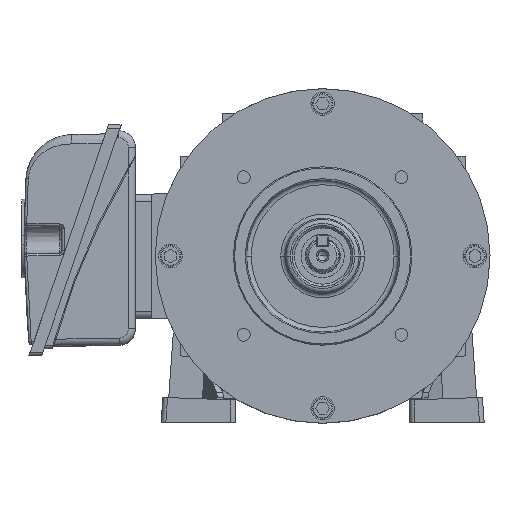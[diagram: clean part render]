
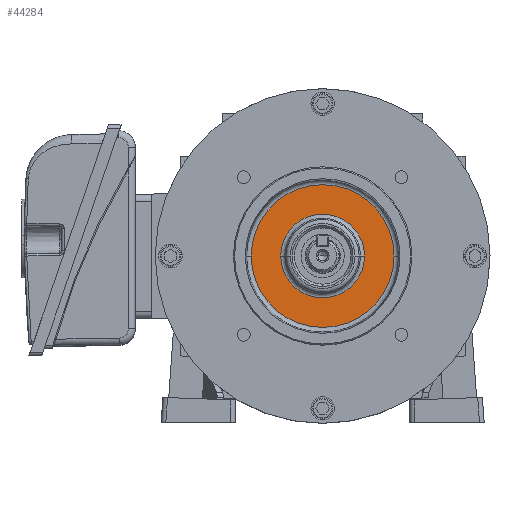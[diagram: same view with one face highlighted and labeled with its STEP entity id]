
A CAD part, top view. The second image highlights one B-rep face of the part: STEP entity #44284.
In plain terms, the highlighted face is planar.
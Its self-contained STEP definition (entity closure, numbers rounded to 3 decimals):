
#344 = CIRCLE ( 'NONE', #4997, 17.887 ) ;
#840 = EDGE_CURVE ( 'NONE', #24128, #28579, #7677, .T. ) ;
#4997 = AXIS2_PLACEMENT_3D ( 'NONE', #15928, #10787, #16841 ) ;
#7677 = CIRCLE ( 'NONE', #31658, 17.887 ) ;
#10705 = DIRECTION ( 'NONE',  ( 1., 0., 0. ) ) ;
#10787 = DIRECTION ( 'NONE',  ( 1., 0., 0. ) ) ;
#15928 = CARTESIAN_POINT ( 'NONE',  ( 9., 0., 0. ) ) ;
#16531 = CARTESIAN_POINT ( 'NONE',  ( 9., 32.313, 0. ) ) ;
#16841 = DIRECTION ( 'NONE',  ( 0., 0., -1. ) ) ;
#18459 = DIRECTION ( 'NONE',  ( 0., 0., -1. ) ) ;
#20480 = ORIENTED_EDGE ( 'NONE', *, *, #29721, .T. ) ;
#22692 = CARTESIAN_POINT ( 'NONE',  ( 9., 0., -30.48 ) ) ;
#24128 = VERTEX_POINT ( 'NONE', #24461 ) ;
#24461 = CARTESIAN_POINT ( 'NONE',  ( 9., 0., 17.887 ) ) ;
#27096 = CIRCLE ( 'NONE', #35400, 30.48 ) ;
#28579 = VERTEX_POINT ( 'NONE', #57382 ) ;
#29721 = EDGE_CURVE ( 'NONE', #57813, #43357, #48481, .T. ) ;
#30608 = EDGE_CURVE ( 'NONE', #28579, #24128, #344, .T. ) ;
#30838 = CARTESIAN_POINT ( 'NONE',  ( 9., 0., 30.48 ) ) ;
#31646 = CARTESIAN_POINT ( 'NONE',  ( 9., 0., 0. ) ) ;
#31658 = AXIS2_PLACEMENT_3D ( 'NONE', #36799, #53717, #42778 ) ;
#34423 = CARTESIAN_POINT ( 'NONE',  ( 9., 0., 0. ) ) ;
#35400 = AXIS2_PLACEMENT_3D ( 'NONE', #31646, #62990, #58103 ) ;
#36799 = CARTESIAN_POINT ( 'NONE',  ( 9., 0., 0. ) ) ;
#36857 = AXIS2_PLACEMENT_3D ( 'NONE', #16531, #10705, #63892 ) ;
#38899 = FACE_BOUND ( 'NONE', #61234, .T. ) ;
#40811 = ORIENTED_EDGE ( 'NONE', *, *, #66226, .T. ) ;
#42457 = PLANE ( 'NONE',  #36857 ) ;
#42778 = DIRECTION ( 'NONE',  ( 0., 0., -1. ) ) ;
#43357 = VERTEX_POINT ( 'NONE', #30838 ) ;
#44284 = ADVANCED_FACE ( 'NONE', ( #38899, #65519 ), #42457, .F. ) ;
#48481 = CIRCLE ( 'NONE', #60555, 30.48 ) ;
#48824 = ORIENTED_EDGE ( 'NONE', *, *, #30608, .T. ) ;
#52721 = EDGE_LOOP ( 'NONE', ( #20480, #40811 ) ) ;
#53717 = DIRECTION ( 'NONE',  ( 1., 0., 0. ) ) ;
#57382 = CARTESIAN_POINT ( 'NONE',  ( 9., 0., -17.887 ) ) ;
#57813 = VERTEX_POINT ( 'NONE', #22692 ) ;
#58103 = DIRECTION ( 'NONE',  ( 0., 0., -1. ) ) ;
#58971 = ORIENTED_EDGE ( 'NONE', *, *, #840, .T. ) ;
#60555 = AXIS2_PLACEMENT_3D ( 'NONE', #34423, #66504, #18459 ) ;
#61234 = EDGE_LOOP ( 'NONE', ( #48824, #58971 ) ) ;
#62990 = DIRECTION ( 'NONE',  ( -1., 0., 0. ) ) ;
#63892 = DIRECTION ( 'NONE',  ( 0., 0., -1. ) ) ;
#65519 = FACE_OUTER_BOUND ( 'NONE', #52721, .T. ) ;
#66226 = EDGE_CURVE ( 'NONE', #43357, #57813, #27096, .T. ) ;
#66504 = DIRECTION ( 'NONE',  ( -1., 0., 0. ) ) ;
